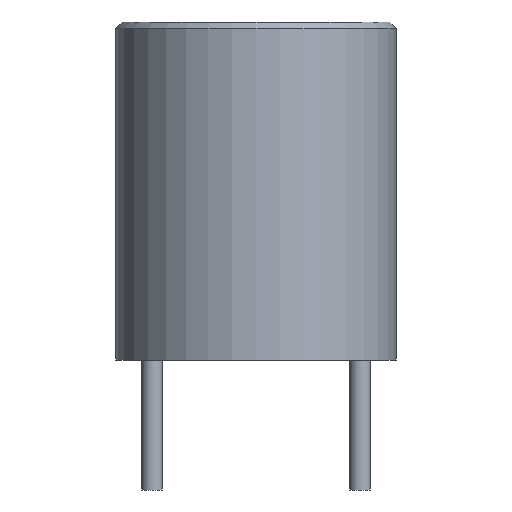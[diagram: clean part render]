
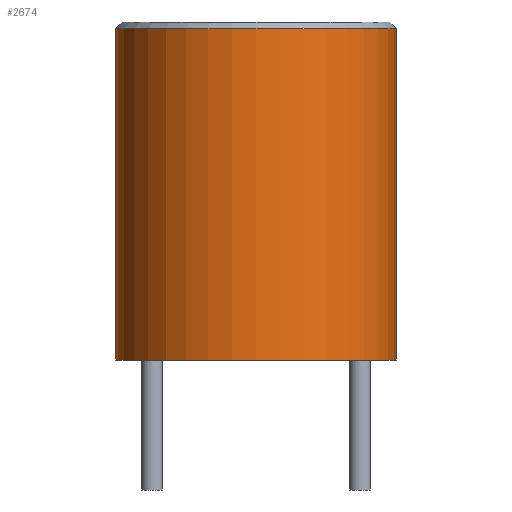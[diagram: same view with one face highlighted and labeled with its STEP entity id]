
A CAD part, front view. The second image highlights one B-rep face of the part: STEP entity #2674.
In plain terms, the highlighted cylindrical face has radius 5.4 mm (diameter 10.8 mm), a full revolution.
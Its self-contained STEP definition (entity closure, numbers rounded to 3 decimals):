
#91=CYLINDRICAL_SURFACE('',#2819,5.4);
#753=ORIENTED_EDGE('',*,*,#1170,.F.);
#754=ORIENTED_EDGE('',*,*,#998,.F.);
#998=EDGE_CURVE('',#1257,#1257,#1429,.T.);
#1170=EDGE_CURVE('',#1374,#1374,#1452,.T.);
#1257=VERTEX_POINT('',#3358);
#1374=VERTEX_POINT('',#4062);
#1429=CIRCLE('',#2739,5.4);
#1452=CIRCLE('',#2820,5.4);
#1533=EDGE_LOOP('',(#753));
#1534=EDGE_LOOP('',(#754));
#1670=FACE_BOUND('',#1533,.T.);
#1671=FACE_BOUND('',#1534,.T.);
#2674=ADVANCED_FACE('',(#1670,#1671),#91,.T.);
#2739=AXIS2_PLACEMENT_3D('',#3357,#2892,#2893);
#2819=AXIS2_PLACEMENT_3D('',#4060,#3186,#3187);
#2820=AXIS2_PLACEMENT_3D('',#4061,#3188,#3189);
#2892=DIRECTION('',(0.,0.,-1.));
#2893=DIRECTION('',(-1.,0.,0.));
#3186=DIRECTION('',(0.,0.,1.));
#3187=DIRECTION('',(-1.,0.,0.));
#3188=DIRECTION('',(0.,0.,1.));
#3189=DIRECTION('',(1.,0.,0.));
#3357=CARTESIAN_POINT('',(0.,0.,0.));
#3358=CARTESIAN_POINT('',(-5.4,0.,0.));
#4060=CARTESIAN_POINT('',(0.,0.,0.));
#4061=CARTESIAN_POINT('',(0.,0.,12.75));
#4062=CARTESIAN_POINT('',(5.4,0.,12.75));
